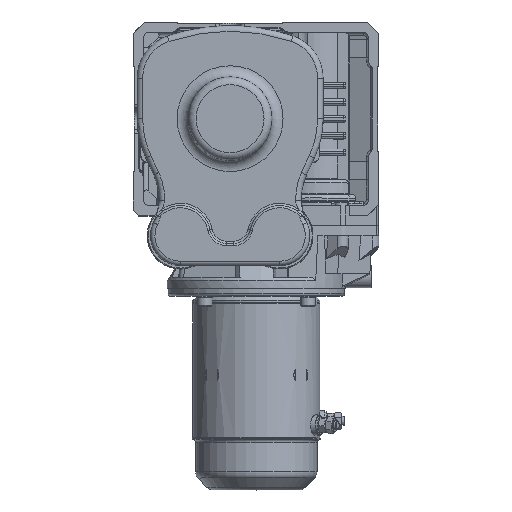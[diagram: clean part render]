
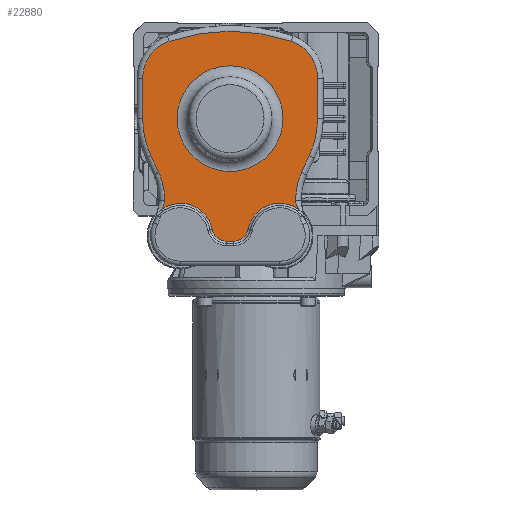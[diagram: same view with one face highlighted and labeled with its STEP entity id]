
A CAD part, top view. The second image highlights one B-rep face of the part: STEP entity #22880.
In plain terms, the highlighted planar face has unit normal (0, 0, 1).
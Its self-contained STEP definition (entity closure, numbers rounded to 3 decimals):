
#601=FACE_BOUND('',#6594,.T.);
#844=LINE('',#35674,#2530);
#845=LINE('',#35678,#2531);
#846=LINE('',#35686,#2532);
#847=LINE('',#35690,#2533);
#848=LINE('',#35700,#2534);
#2530=VECTOR('',#27621,16.79);
#2531=VECTOR('',#27624,36.3);
#2532=VECTOR('',#27631,36.3);
#2533=VECTOR('',#27634,16.79);
#2534=VECTOR('',#27643,6.538);
#5129=FACE_OUTER_BOUND('',#6593,.T.);
#6593=EDGE_LOOP('',(#15717,#15718,#15719,#15720,#15721,#15722,#15723,#15724,
#15725,#15726,#15727,#15728,#15729,#15730,#15731,#15732,#15733,#15734));
#6594=EDGE_LOOP('',(#15735));
#8163=CIRCLE('',#24473,29.);
#8164=CIRCLE('',#24474,15.);
#8165=CIRCLE('',#24475,55.);
#8166=CIRCLE('',#24476,78.5);
#8167=CIRCLE('',#24477,35.);
#8168=CIRCLE('',#24478,170.);
#8169=CIRCLE('',#24479,35.);
#8170=CIRCLE('',#24480,78.5);
#8171=CIRCLE('',#24481,55.);
#8172=CIRCLE('',#24482,15.);
#8173=CIRCLE('',#24483,29.);
#8174=CIRCLE('',#24484,13.);
#8175=CIRCLE('',#24485,13.);
#8176=CIRCLE('',#24486,47.5);
#9533=VERTEX_POINT('',#35666);
#9534=VERTEX_POINT('',#35667);
#9535=VERTEX_POINT('',#35669);
#9536=VERTEX_POINT('',#35671);
#9537=VERTEX_POINT('',#35673);
#9538=VERTEX_POINT('',#35675);
#9539=VERTEX_POINT('',#35677);
#9540=VERTEX_POINT('',#35679);
#9541=VERTEX_POINT('',#35681);
#9542=VERTEX_POINT('',#35683);
#9543=VERTEX_POINT('',#35685);
#9544=VERTEX_POINT('',#35687);
#9545=VERTEX_POINT('',#35689);
#9546=VERTEX_POINT('',#35691);
#9547=VERTEX_POINT('',#35693);
#9548=VERTEX_POINT('',#35695);
#9549=VERTEX_POINT('',#35697);
#9550=VERTEX_POINT('',#35699);
#9551=VERTEX_POINT('',#35702);
#11922=EDGE_CURVE('',#9533,#9534,#8163,.T.);
#11923=EDGE_CURVE('',#9535,#9533,#8164,.T.);
#11924=EDGE_CURVE('',#9536,#9535,#8165,.T.);
#11925=EDGE_CURVE('',#9537,#9536,#844,.T.);
#11926=EDGE_CURVE('',#9537,#9538,#8166,.T.);
#11927=EDGE_CURVE('',#9539,#9538,#845,.T.);
#11928=EDGE_CURVE('',#9539,#9540,#8167,.T.);
#11929=EDGE_CURVE('',#9540,#9541,#8168,.T.);
#11930=EDGE_CURVE('',#9541,#9542,#8169,.T.);
#11931=EDGE_CURVE('',#9543,#9542,#846,.T.);
#11932=EDGE_CURVE('',#9543,#9544,#8170,.T.);
#11933=EDGE_CURVE('',#9545,#9544,#847,.T.);
#11934=EDGE_CURVE('',#9546,#9545,#8171,.T.);
#11935=EDGE_CURVE('',#9547,#9546,#8172,.T.);
#11936=EDGE_CURVE('',#9548,#9547,#8173,.T.);
#11937=EDGE_CURVE('',#9549,#9548,#8174,.T.);
#11938=EDGE_CURVE('',#9550,#9549,#848,.T.);
#11939=EDGE_CURVE('',#9534,#9550,#8175,.T.);
#11940=EDGE_CURVE('',#9551,#9551,#8176,.T.);
#15717=ORIENTED_EDGE('',*,*,#11922,.F.);
#15718=ORIENTED_EDGE('',*,*,#11923,.F.);
#15719=ORIENTED_EDGE('',*,*,#11924,.F.);
#15720=ORIENTED_EDGE('',*,*,#11925,.F.);
#15721=ORIENTED_EDGE('',*,*,#11926,.T.);
#15722=ORIENTED_EDGE('',*,*,#11927,.F.);
#15723=ORIENTED_EDGE('',*,*,#11928,.T.);
#15724=ORIENTED_EDGE('',*,*,#11929,.T.);
#15725=ORIENTED_EDGE('',*,*,#11930,.T.);
#15726=ORIENTED_EDGE('',*,*,#11931,.F.);
#15727=ORIENTED_EDGE('',*,*,#11932,.T.);
#15728=ORIENTED_EDGE('',*,*,#11933,.F.);
#15729=ORIENTED_EDGE('',*,*,#11934,.F.);
#15730=ORIENTED_EDGE('',*,*,#11935,.F.);
#15731=ORIENTED_EDGE('',*,*,#11936,.F.);
#15732=ORIENTED_EDGE('',*,*,#11937,.F.);
#15733=ORIENTED_EDGE('',*,*,#11938,.F.);
#15734=ORIENTED_EDGE('',*,*,#11939,.F.);
#15735=ORIENTED_EDGE('',*,*,#11940,.F.);
#22200=PLANE('',#24472);
#22880=ADVANCED_FACE('',(#5129,#601),#22200,.T.);
#24472=AXIS2_PLACEMENT_3D('',#35665,#27613,#27614);
#24473=AXIS2_PLACEMENT_3D('',#35668,#27615,#27616);
#24474=AXIS2_PLACEMENT_3D('',#35670,#27617,#27618);
#24475=AXIS2_PLACEMENT_3D('',#35672,#27619,#27620);
#24476=AXIS2_PLACEMENT_3D('',#35676,#27622,#27623);
#24477=AXIS2_PLACEMENT_3D('',#35680,#27625,#27626);
#24478=AXIS2_PLACEMENT_3D('',#35682,#27627,#27628);
#24479=AXIS2_PLACEMENT_3D('',#35684,#27629,#27630);
#24480=AXIS2_PLACEMENT_3D('',#35688,#27632,#27633);
#24481=AXIS2_PLACEMENT_3D('',#35692,#27635,#27636);
#24482=AXIS2_PLACEMENT_3D('',#35694,#27637,#27638);
#24483=AXIS2_PLACEMENT_3D('',#35696,#27639,#27640);
#24484=AXIS2_PLACEMENT_3D('',#35698,#27641,#27642);
#24485=AXIS2_PLACEMENT_3D('',#35701,#27644,#27645);
#24486=AXIS2_PLACEMENT_3D('',#35703,#27646,#27647);
#27613=DIRECTION('center_axis',(0.,0.,1.));
#27614=DIRECTION('ref_axis',(1.,0.,0.));
#27615=DIRECTION('center_axis',(0.,0.,1.));
#27616=DIRECTION('ref_axis',(-0.128,0.992,0.));
#27617=DIRECTION('center_axis',(0.,0.,1.));
#27618=DIRECTION('ref_axis',(-1.,0.,0.));
#27619=DIRECTION('center_axis',(0.,0.,1.));
#27620=DIRECTION('ref_axis',(-1.,0.,0.));
#27621=DIRECTION('',(-0.423,-0.906,0.));
#27622=DIRECTION('center_axis',(0.,0.,1.));
#27623=DIRECTION('ref_axis',(1.,0.,0.));
#27624=DIRECTION('',(0.,-1.,0.));
#27625=DIRECTION('center_axis',(0.,0.,1.));
#27626=DIRECTION('ref_axis',(1.,0.,0.));
#27627=DIRECTION('center_axis',(0.,0.,1.));
#27628=DIRECTION('ref_axis',(1.,0.,0.));
#27629=DIRECTION('center_axis',(0.,0.,1.));
#27630=DIRECTION('ref_axis',(1.,0.,0.));
#27631=DIRECTION('',(0.,1.,0.));
#27632=DIRECTION('center_axis',(0.,0.,1.));
#27633=DIRECTION('ref_axis',(1.,0.,0.));
#27634=DIRECTION('',(-0.423,0.906,0.));
#27635=DIRECTION('center_axis',(0.,0.,1.));
#27636=DIRECTION('ref_axis',(-1.,0.,0.));
#27637=DIRECTION('center_axis',(0.,0.,1.));
#27638=DIRECTION('ref_axis',(-1.,0.,0.));
#27639=DIRECTION('center_axis',(0.,0.,1.));
#27640=DIRECTION('ref_axis',(0.128,0.992,0.));
#27641=DIRECTION('center_axis',(0.,0.,-1.));
#27642=DIRECTION('ref_axis',(-0.636,-0.772,0.));
#27643=DIRECTION('',(-1.,0.,0.));
#27644=DIRECTION('center_axis',(0.,0.,-1.));
#27645=DIRECTION('ref_axis',(0.636,-0.772,0.));
#27646=DIRECTION('center_axis',(0.,0.,
1.));
#27647=DIRECTION('ref_axis',(-1.,0.,0.));
#35665=CARTESIAN_POINT('Origin',(0.,-25.513,
33.));
#35666=CARTESIAN_POINT('',(61.691,-81.645,33.));
#35667=CARTESIAN_POINT('',(16.031,-99.476,33.));
#35668=CARTESIAN_POINT('Origin',(44.5,-105.,33.));
#35669=CARTESIAN_POINT('',(58.926,-73.451,33.));
#35670=CARTESIAN_POINT('Origin',(73.918,-72.956,33.));
#35671=CARTESIAN_POINT('',(64.049,-48.392,33.));
#35672=CARTESIAN_POINT('Origin',(113.896,-71.636,33.));
#35673=CARTESIAN_POINT('',(71.145,-33.176,33.));
#35674=CARTESIAN_POINT('',(64.049,-48.392,33.));
#35675=CARTESIAN_POINT('',(78.5,0.,33.));
#35676=CARTESIAN_POINT('Origin',(0.,0.,
33.));
#35677=CARTESIAN_POINT('',(78.5,36.3,33.));
#35678=CARTESIAN_POINT('',(78.5,0.,33.));
#35679=CARTESIAN_POINT('',(54.778,69.433,33.));
#35680=CARTESIAN_POINT('Origin',(43.5,36.3,33.));
#35681=CARTESIAN_POINT('',(-54.778,69.433,33.));
#35682=CARTESIAN_POINT('Origin',(0.,-91.5,
33.));
#35683=CARTESIAN_POINT('',(-78.5,36.3,33.));
#35684=CARTESIAN_POINT('Origin',(-43.5,36.3,33.));
#35685=CARTESIAN_POINT('',(-78.5,0.,33.));
#35686=CARTESIAN_POINT('',(-78.5,36.3,33.));
#35687=CARTESIAN_POINT('',(-71.145,-33.176,33.));
#35688=CARTESIAN_POINT('Origin',(0.,0.,
33.));
#35689=CARTESIAN_POINT('',(-64.049,-48.392,33.));
#35690=CARTESIAN_POINT('',(-71.145,-33.176,33.));
#35691=CARTESIAN_POINT('',(-58.926,-73.451,33.));
#35692=CARTESIAN_POINT('Origin',(-113.896,-71.636,33.));
#35693=CARTESIAN_POINT('',(-61.691,-81.645,33.));
#35694=CARTESIAN_POINT('Origin',(-73.918,-72.956,33.));
#35695=CARTESIAN_POINT('',(-16.031,-99.476,33.));
#35696=CARTESIAN_POINT('Origin',(-44.5,-105.,33.));
#35697=CARTESIAN_POINT('',(-3.269,-110.,33.));
#35698=CARTESIAN_POINT('Origin',(-3.269,-97.,33.));
#35699=CARTESIAN_POINT('',(3.269,-110.,33.));
#35700=CARTESIAN_POINT('',(-1.634,-110.,33.));
#35701=CARTESIAN_POINT('Origin',(3.269,-97.,33.));
#35702=CARTESIAN_POINT('',(0.,47.5,33.));
#35703=CARTESIAN_POINT('Origin',(0.,0.,
33.));
